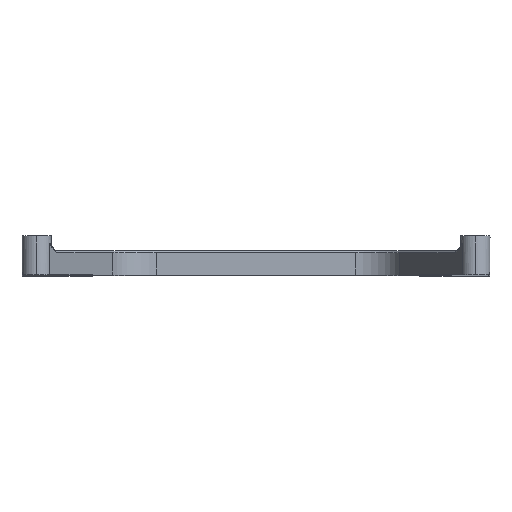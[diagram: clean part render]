
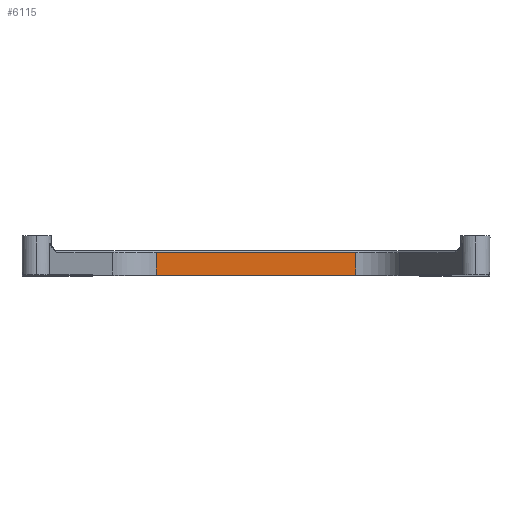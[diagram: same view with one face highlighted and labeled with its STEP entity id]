
A CAD part, top view. The second image highlights one B-rep face of the part: STEP entity #6115.
In plain terms, the highlighted planar face has unit normal (0, 0, 1).
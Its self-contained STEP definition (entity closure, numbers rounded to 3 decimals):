
#191 = CARTESIAN_POINT ( 'NONE',  ( -20.466, 5., 45. ) ) ;
#334 = CARTESIAN_POINT ( 'NONE',  ( -20.466, 0., 45. ) ) ;
#443 = VERTEX_POINT ( 'NONE', #6680 ) ;
#656 = ORIENTED_EDGE ( 'NONE', *, *, #4514, .T. ) ;
#744 = DIRECTION ( 'NONE',  ( -1., 0., 0. ) ) ;
#916 = LINE ( 'NONE', #5671, #3831 ) ;
#1289 = VERTEX_POINT ( 'NONE', #3269 ) ;
#1386 = CARTESIAN_POINT ( 'NONE',  ( -30., 5., 45. ) ) ;
#1430 = DIRECTION ( 'NONE',  ( 1., 0., 0. ) ) ;
#1831 = FACE_OUTER_BOUND ( 'NONE', #3311, .T. ) ;
#1969 = EDGE_CURVE ( 'NONE', #2498, #1289, #5783, .T. ) ;
#1998 = DIRECTION ( 'NONE',  ( -1., 0., 0. ) ) ;
#2413 = AXIS2_PLACEMENT_3D ( 'NONE', #1386, #4956, #744 ) ;
#2437 = ORIENTED_EDGE ( 'NONE', *, *, #1969, .T. ) ;
#2498 = VERTEX_POINT ( 'NONE', #5392 ) ;
#2928 = EDGE_CURVE ( 'NONE', #4132, #443, #4613, .T. ) ;
#3269 = CARTESIAN_POINT ( 'NONE',  ( -20.466, 4.6, 45. ) ) ;
#3280 = VECTOR ( 'NONE', #1430, 1000. ) ;
#3311 = EDGE_LOOP ( 'NONE', ( #5986, #2437, #656, #6196 ) ) ;
#3377 = VECTOR ( 'NONE', #1998, 1000. ) ;
#3398 = PLANE ( 'NONE',  #2413 ) ;
#3672 = EDGE_CURVE ( 'NONE', #443, #2498, #916, .T. ) ;
#3831 = VECTOR ( 'NONE', #6640, 1000. ) ;
#3923 = DIRECTION ( 'NONE',  ( 0., -1., 0. ) ) ;
#4132 = VERTEX_POINT ( 'NONE', #334 ) ;
#4514 = EDGE_CURVE ( 'NONE', #1289, #4132, #5546, .T. ) ;
#4613 = LINE ( 'NONE', #6209, #3280 ) ;
#4956 = DIRECTION ( 'NONE',  ( 0., 0., -1. ) ) ;
#5082 = VECTOR ( 'NONE', #3923, 1000. ) ;
#5392 = CARTESIAN_POINT ( 'NONE',  ( 20.466, 4.6, 45. ) ) ;
#5546 = LINE ( 'NONE', #191, #5082 ) ;
#5671 = CARTESIAN_POINT ( 'NONE',  ( 20.466, 5., 45. ) ) ;
#5783 = LINE ( 'NONE', #6340, #3377 ) ;
#5986 = ORIENTED_EDGE ( 'NONE', *, *, #3672, .T. ) ;
#6115 = ADVANCED_FACE ( 'NONE', ( #1831 ), #3398, .F. ) ;
#6196 = ORIENTED_EDGE ( 'NONE', *, *, #2928, .T. ) ;
#6209 = CARTESIAN_POINT ( 'NONE',  ( -30., 0., 45. ) ) ;
#6340 = CARTESIAN_POINT ( 'NONE',  ( -20.466, 4.6, 45. ) ) ;
#6640 = DIRECTION ( 'NONE',  ( 0., 1., 0. ) ) ;
#6680 = CARTESIAN_POINT ( 'NONE',  ( 20.466, 0., 45. ) ) ;
